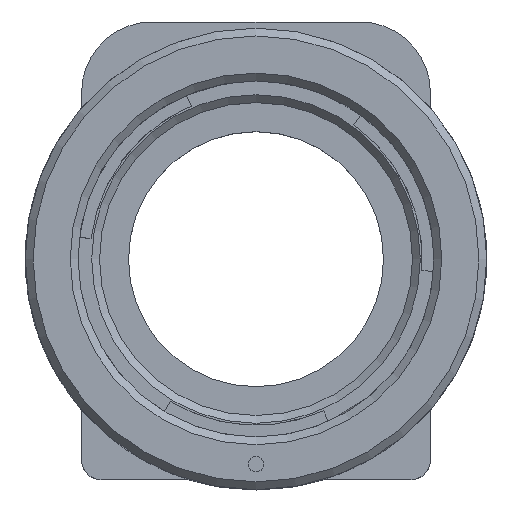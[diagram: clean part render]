
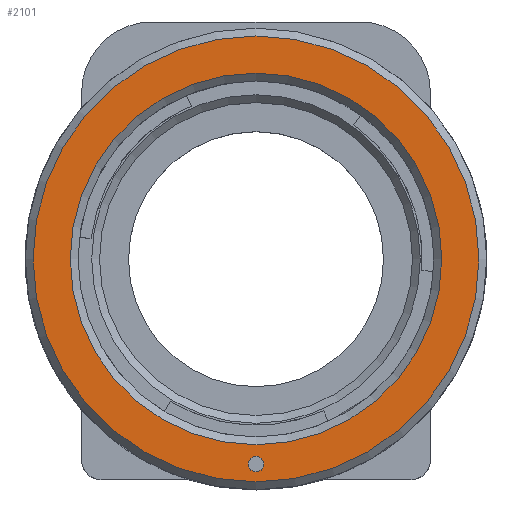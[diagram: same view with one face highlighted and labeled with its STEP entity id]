
A CAD part, top view. The second image highlights one B-rep face of the part: STEP entity #2101.
In plain terms, the highlighted planar face has unit normal (0, 0, 1).
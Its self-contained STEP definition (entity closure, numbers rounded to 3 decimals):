
#45=FACE_BOUND('',#315,.T.);
#46=FACE_BOUND('',#316,.T.);
#82=PLANE('',#2272);
#178=FACE_OUTER_BOUND('',#314,.T.);
#314=EDGE_LOOP('',(#1628));
#315=EDGE_LOOP('',(#1629));
#316=EDGE_LOOP('',(#1630));
#444=CIRCLE('',#2271,23.75);
#445=CIRCLE('',#2273,28.5);
#446=CIRCLE('',#2274,1.);
#947=VERTEX_POINT('',#5017);
#948=VERTEX_POINT('',#5021);
#949=VERTEX_POINT('',#5023);
#1195=EDGE_CURVE('',#947,#947,#444,.T.);
#1196=EDGE_CURVE('',#948,#948,#445,.T.);
#1197=EDGE_CURVE('',#949,#949,#446,.T.);
#1628=ORIENTED_EDGE('',*,*,#1196,.F.);
#1629=ORIENTED_EDGE('',*,*,#1197,.T.);
#1630=ORIENTED_EDGE('',*,*,#1195,.F.);
#2101=ADVANCED_FACE('',(#178,#45,#46),#82,.T.);
#2271=AXIS2_PLACEMENT_3D('',#5019,#2663,#2664);
#2272=AXIS2_PLACEMENT_3D('',#5020,#2665,#2666);
#2273=AXIS2_PLACEMENT_3D('',#5022,#2667,#2668);
#2274=AXIS2_PLACEMENT_3D('',#5024,#2669,#2670);
#2663=DIRECTION('center_axis',(0.,0.,1.));
#2664=DIRECTION('ref_axis',(1.,0.,0.));
#2665=DIRECTION('center_axis',(0.,0.,1.));
#2666=DIRECTION('ref_axis',(1.,0.,0.));
#2667=DIRECTION('center_axis',(0.,0.,-1.));
#2668=DIRECTION('ref_axis',(1.,0.,0.));
#2669=DIRECTION('center_axis',(0.,0.,-1.));
#2670=DIRECTION('ref_axis',(1.,0.,0.));
#5017=CARTESIAN_POINT('',(-23.75,0.,27.2));
#5019=CARTESIAN_POINT('Origin',(0.,0.,27.2));
#5020=CARTESIAN_POINT('Origin',(0.,0.,27.2));
#5021=CARTESIAN_POINT('',(-28.5,0.,27.2));
#5022=CARTESIAN_POINT('Origin',(0.,0.,27.2));
#5023=CARTESIAN_POINT('',(-1.,-26.23,27.2));
#5024=CARTESIAN_POINT('Origin',(0.,-26.23,27.2));
